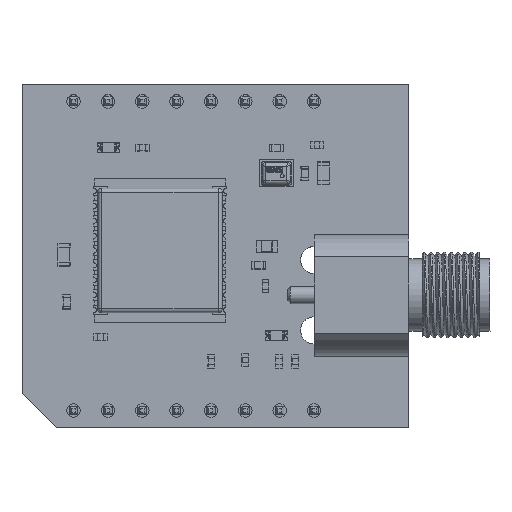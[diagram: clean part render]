
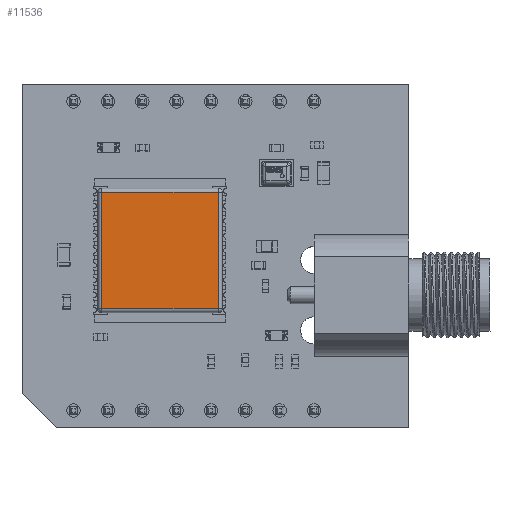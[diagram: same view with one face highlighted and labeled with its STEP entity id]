
A CAD part, top view. The second image highlights one B-rep face of the part: STEP entity #11536.
In plain terms, the highlighted face is planar.
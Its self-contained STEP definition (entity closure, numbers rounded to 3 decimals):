
#850 = DIRECTION ( 'NONE',  ( 1., 0., 0. ) ) ;
#857 = LINE ( 'NONE', #882, #5104 ) ;
#882 = CARTESIAN_POINT ( 'NONE',  ( 4.6, 2.6, 4.3 ) ) ;
#900 = DIRECTION ( 'NONE',  ( 0., 0., 1. ) ) ;
#909 = DIRECTION ( 'NONE',  ( -1., 0., 0. ) ) ;
#917 = LINE ( 'NONE', #936, #5124 ) ;
#929 = LINE ( 'NONE', #934, #5095 ) ;
#934 = CARTESIAN_POINT ( 'NONE',  ( -4.3, 2.6, 4.6 ) ) ;
#936 = CARTESIAN_POINT ( 'NONE',  ( -4.6, 2.6, -4.3 ) ) ;
#939 = DIRECTION ( 'NONE',  ( 0., 0., -1. ) ) ;
#959 = CARTESIAN_POINT ( 'NONE',  ( 4.3, 2.6, -4.6 ) ) ;
#965 = LINE ( 'NONE', #959, #5074 ) ;
#3729 = CARTESIAN_POINT ( 'NONE',  ( -4.3, 2.6, -4.3 ) ) ;
#5074 = VECTOR ( 'NONE', #939, 1000. ) ;
#5095 = VECTOR ( 'NONE', #900, 1000. ) ;
#5104 = VECTOR ( 'NONE', #850, 1000. ) ;
#5124 = VECTOR ( 'NONE', #909, 1000. ) ;
#7514 = FACE_OUTER_BOUND ( 'NONE', #15709, .T. ) ;
#7519 = PLANE ( 'NONE',  #17915 ) ;
#7564 = DIRECTION ( 'NONE',  ( 0., 1., 0. ) ) ;
#7575 = CARTESIAN_POINT ( 'NONE',  ( -11.317, 2.6, 0. ) ) ;
#7591 = DIRECTION ( 'NONE',  ( 0., 0., 1. ) ) ;
#9150 = VERTEX_POINT ( 'NONE', #3729 ) ;
#9747 = VERTEX_POINT ( 'NONE', #31532 ) ;
#9749 = VERTEX_POINT ( 'NONE', #31557 ) ;
#9769 = VERTEX_POINT ( 'NONE', #31560 ) ;
#11536 = ADVANCED_FACE ( 'NONE', ( #7514 ), #7519, .T. ) ;
#15709 = EDGE_LOOP ( 'NONE', ( #23670, #23677, #23681, #23672 ) ) ;
#17915 = AXIS2_PLACEMENT_3D ( 'NONE', #7575, #7564, #7591 ) ;
#22163 = EDGE_CURVE ( 'NONE', #9747, #9769, #857, .T. ) ;
#22179 = EDGE_CURVE ( 'NONE', #9150, #9747, #929, .T. ) ;
#22183 = EDGE_CURVE ( 'NONE', #9749, #9150, #917, .T. ) ;
#22199 = EDGE_CURVE ( 'NONE', #9769, #9749, #965, .T. ) ;
#23670 = ORIENTED_EDGE ( 'NONE', *, *, #22163, .T. ) ;
#23672 = ORIENTED_EDGE ( 'NONE', *, *, #22179, .T. ) ;
#23677 = ORIENTED_EDGE ( 'NONE', *, *, #22199, .T. ) ;
#23681 = ORIENTED_EDGE ( 'NONE', *, *, #22183, .T. ) ;
#31532 = CARTESIAN_POINT ( 'NONE',  ( -4.3, 2.6, 4.3 ) ) ;
#31557 = CARTESIAN_POINT ( 'NONE',  ( 4.3, 2.6, -4.3 ) ) ;
#31560 = CARTESIAN_POINT ( 'NONE',  ( 4.3, 2.6, 4.3 ) ) ;
